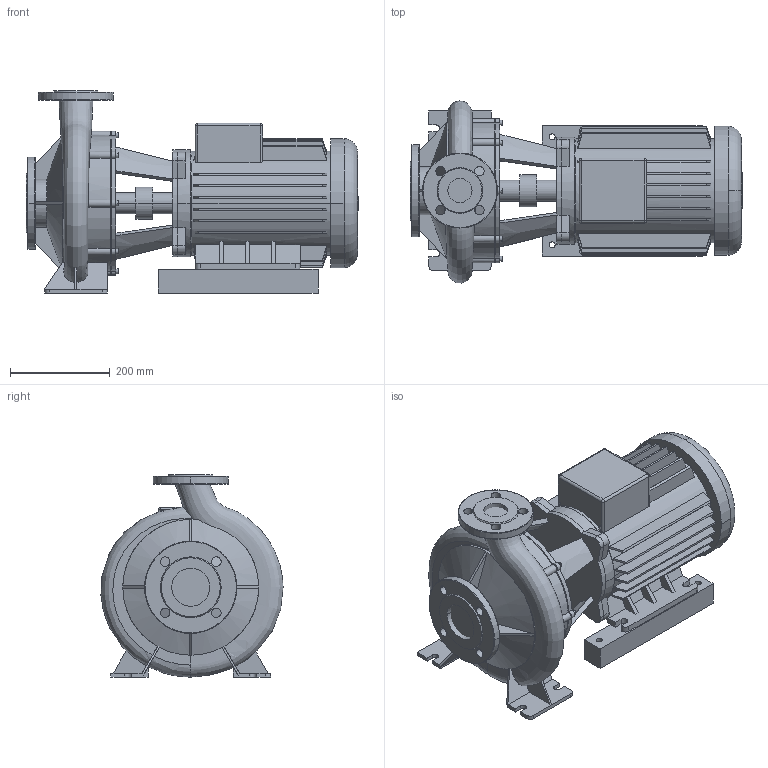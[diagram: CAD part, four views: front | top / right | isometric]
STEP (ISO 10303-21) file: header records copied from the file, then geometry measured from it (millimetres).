
FILE_DESCRIPTION((''),'2;1');
FILE_NAME('3d_BM40_240-17_2-2103499.stp','2011-01-26T14:44:40',(''),(''),'Mechanical Desktop 2008','Mechanical Desktop 2008',', , ');
FILE_SCHEMA(('CONFIG_CONTROL_DESIGN'));
Length unit declared in the file: millimetre
Products named in the file (1): Product
Bounding box: 664.5 x 364.58 x 405 mm (x, y, z)
Volume: 27785664.9 mm3; surface area: 1693161.8 mm2
Topology: 12 solids, 12 shells, 687 faces, 1792 edges, 1165 vertices
Faces by surface type: plane 318, bspline 204, cylinder 115, cone 44, sphere 4, torus 2
Entity records: 29429 total; most frequent: CARTESIAN_POINT 13344, ORIENTED_EDGE 3576, DIRECTION 2952, EDGE_CURVE 1788, VERTEX_POINT 1165, VECTOR 1042, LINE 1042, AXIS2_PLACEMENT_3D 955
